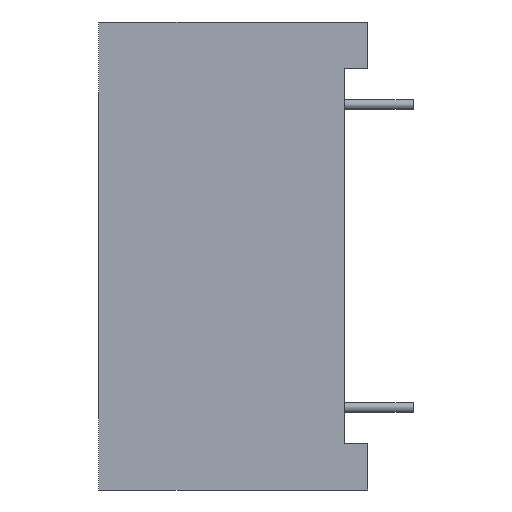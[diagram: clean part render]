
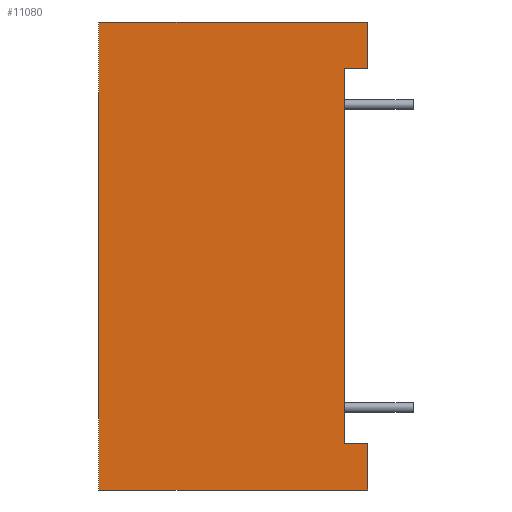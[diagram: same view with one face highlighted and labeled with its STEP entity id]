
A CAD part, left-side view. The second image highlights one B-rep face of the part: STEP entity #11080.
In plain terms, the highlighted planar face has unit normal (-1, 0, 0).
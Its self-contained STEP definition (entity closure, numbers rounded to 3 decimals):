
#22=LINE('',#15998,#1170);
#61=LINE('',#16099,#1209);
#69=LINE('',#16115,#1217);
#71=LINE('',#16118,#1219);
#72=LINE('',#16120,#1220);
#73=LINE('',#16122,#1221);
#74=LINE('',#16124,#1222);
#75=LINE('',#16125,#1223);
#1170=VECTOR('',#12855,3365.);
#1209=VECTOR('',#12938,3365.);
#1217=VECTOR('',#12954,3365.);
#1219=VECTOR('',#12958,3365.);
#1220=VECTOR('',#12959,3365.);
#1221=VECTOR('',#12960,3365.);
#1222=VECTOR('',#12961,3365.);
#1223=VECTOR('',#12962,3365.);
#2943=PLANE('',#11766);
#3441=FACE_OUTER_BOUND('',#4074,.T.);
#4074=EDGE_LOOP('',(#7863,#7864,#7865,#7866,#7867,#7868,#7869,#7870));
#5122=VERTEX_POINT('',#15995);
#5123=VERTEX_POINT('',#15997);
#5162=VERTEX_POINT('',#16096);
#5163=VERTEX_POINT('',#16098);
#5167=VERTEX_POINT('',#16114);
#5168=VERTEX_POINT('',#16119);
#5169=VERTEX_POINT('',#16121);
#5170=VERTEX_POINT('',#16123);
#6182=EDGE_CURVE('',#5122,#5123,#22,.T.);
#6233=EDGE_CURVE('',#5162,#5163,#61,.T.);
#6241=EDGE_CURVE('',#5167,#5123,#69,.T.);
#6243=EDGE_CURVE('',#5162,#5167,#71,.T.);
#6244=EDGE_CURVE('',#5122,#5168,#72,.T.);
#6245=EDGE_CURVE('',#5168,#5169,#73,.T.);
#6246=EDGE_CURVE('',#5169,#5170,#74,.T.);
#6247=EDGE_CURVE('',#5170,#5163,#75,.T.);
#7863=ORIENTED_EDGE('',*,*,#6243,.T.);
#7864=ORIENTED_EDGE('',*,*,#6241,.T.);
#7865=ORIENTED_EDGE('',*,*,#6182,.F.);
#7866=ORIENTED_EDGE('',*,*,#6244,.T.);
#7867=ORIENTED_EDGE('',*,*,#6245,.T.);
#7868=ORIENTED_EDGE('',*,*,#6246,.T.);
#7869=ORIENTED_EDGE('',*,*,#6247,.T.);
#7870=ORIENTED_EDGE('',*,*,#6233,.F.);
#11080=ADVANCED_FACE('',(#3441),#2943,.T.);
#11766=AXIS2_PLACEMENT_3D('',#16117,#12956,#12957);
#12855=DIRECTION('',(0.,0.,-1.));
#12938=DIRECTION('',(0.,1.,0.));
#12954=DIRECTION('',(0.,1.,0.));
#12956=DIRECTION('center_axis',(-1.,0.,0.));
#12957=DIRECTION('ref_axis',(0.,0.,1.));
#12958=DIRECTION('',(0.,0.,1.));
#12959=DIRECTION('',(0.,-1.,0.));
#12960=DIRECTION('',(0.,0.,1.));
#12961=DIRECTION('',(0.,1.,0.));
#12962=DIRECTION('',(0.,0.,-1.));
#15995=CARTESIAN_POINT('',(-54.008,1.683,13.628));
#15997=CARTESIAN_POINT('',(-54.008,1.683,-13.628));
#15998=CARTESIAN_POINT('',(-54.008,1.683,0.));
#16096=CARTESIAN_POINT('',(-54.008,0.,-16.993));
#16098=CARTESIAN_POINT('',(-54.008,19.517,-16.993));
#16099=CARTESIAN_POINT('',(-54.008,0.,-16.993));
#16114=CARTESIAN_POINT('',(-54.008,0.,-13.628));
#16115=CARTESIAN_POINT('',(-54.008,1.683,-13.628));
#16117=CARTESIAN_POINT('Origin',(-54.008,0.,-16.993));
#16118=CARTESIAN_POINT('',(-54.008,0.,-16.993));
#16119=CARTESIAN_POINT('',(-54.008,0.,13.628));
#16120=CARTESIAN_POINT('',(-54.008,0.,13.628));
#16121=CARTESIAN_POINT('',(-54.008,0.,16.993));
#16122=CARTESIAN_POINT('',(-54.008,0.,-16.993));
#16123=CARTESIAN_POINT('',(-54.008,19.517,16.993));
#16124=CARTESIAN_POINT('',(-54.008,0.,16.993));
#16125=CARTESIAN_POINT('',(-54.008,19.517,-16.993));
